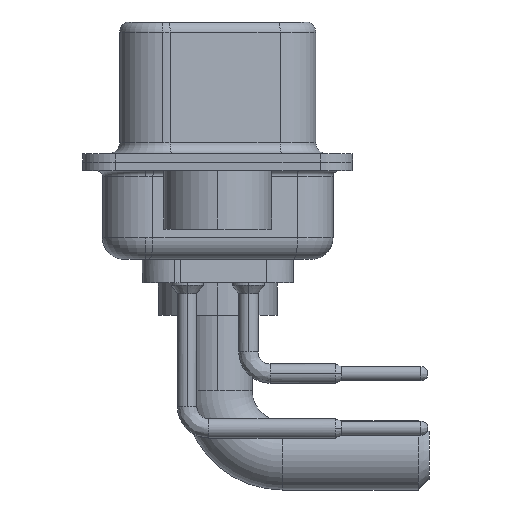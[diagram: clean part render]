
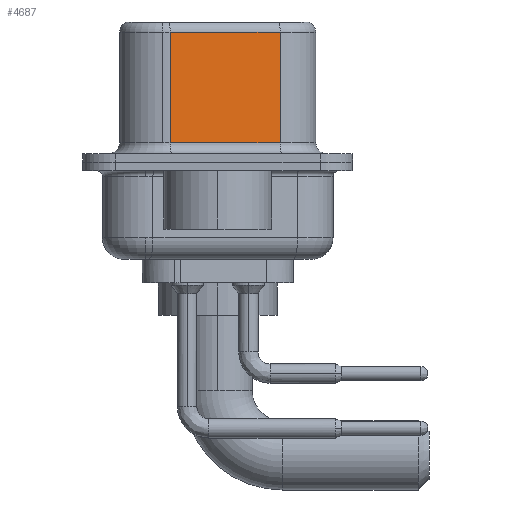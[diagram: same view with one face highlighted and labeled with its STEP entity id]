
A CAD part, left-side view. The second image highlights one B-rep face of the part: STEP entity #4687.
In plain terms, the highlighted planar face has unit normal (-0.985, -0.174, 0).
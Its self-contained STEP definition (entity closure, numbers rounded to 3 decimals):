
#511 = CARTESIAN_POINT ( 'NONE',  ( 4.555, -2.897, 6.02 ) ) ;
#1336 = CARTESIAN_POINT ( 'NONE',  ( 3.655, 2.203, 0.9 ) ) ;
#1531 = CARTESIAN_POINT ( 'NONE',  ( 4.555, -2.897, 0.9 ) ) ;
#2272 = DIRECTION ( 'NONE',  ( -0.174, 0.985, 0. ) ) ;
#2738 = FACE_OUTER_BOUND ( 'NONE', #21830, .T. ) ;
#3072 = LINE ( 'NONE', #18481, #11250 ) ;
#4311 = DIRECTION ( 'NONE',  ( 0.985, 0.174, 0. ) ) ;
#4687 = ADVANCED_FACE ( 'NONE', ( #2738 ), #14502, .F. ) ;
#4882 = ORIENTED_EDGE ( 'NONE', *, *, #18693, .T. ) ;
#7558 = DIRECTION ( 'NONE',  ( 0., 0., -1. ) ) ;
#8046 = EDGE_CURVE ( 'NONE', #17150, #13281, #10265, .T. ) ;
#8227 = DIRECTION ( 'NONE',  ( 0.174, -0.985, 0. ) ) ;
#8286 = DIRECTION ( 'NONE',  ( 0., 0., -1. ) ) ;
#10265 = LINE ( 'NONE', #18992, #19436 ) ;
#11040 = VECTOR ( 'NONE', #7558, 1000. ) ;
#11250 = VECTOR ( 'NONE', #8286, 1000. ) ;
#11678 = CARTESIAN_POINT ( 'NONE',  ( 4.555, -2.897, 0.9 ) ) ;
#11911 = EDGE_CURVE ( 'NONE', #17150, #11931, #3072, .T. ) ;
#11931 = VERTEX_POINT ( 'NONE', #11678 ) ;
#12881 = ORIENTED_EDGE ( 'NONE', *, *, #11911, .F. ) ;
#13112 = CARTESIAN_POINT ( 'NONE',  ( 3.655, 2.203, 6.52 ) ) ;
#13281 = VERTEX_POINT ( 'NONE', #20615 ) ;
#14502 = PLANE ( 'NONE',  #15025 ) ;
#15025 = AXIS2_PLACEMENT_3D ( 'NONE', #21764, #4311, #2272 ) ;
#16270 = LINE ( 'NONE', #13112, #11040 ) ;
#16447 = ORIENTED_EDGE ( 'NONE', *, *, #8046, .T. ) ;
#17150 = VERTEX_POINT ( 'NONE', #511 ) ;
#17182 = DIRECTION ( 'NONE',  ( -0.174, 0.985, 0. ) ) ;
#18481 = CARTESIAN_POINT ( 'NONE',  ( 4.555, -2.897, 6.52 ) ) ;
#18693 = EDGE_CURVE ( 'NONE', #19636, #11931, #18752, .T. ) ;
#18752 = LINE ( 'NONE', #1531, #20403 ) ;
#18992 = CARTESIAN_POINT ( 'NONE',  ( 4.555, -2.897, 6.02 ) ) ;
#19436 = VECTOR ( 'NONE', #17182, 1000. ) ;
#19636 = VERTEX_POINT ( 'NONE', #1336 ) ;
#19881 = ORIENTED_EDGE ( 'NONE', *, *, #19886, .T. ) ;
#19886 = EDGE_CURVE ( 'NONE', #13281, #19636, #16270, .T. ) ;
#20403 = VECTOR ( 'NONE', #8227, 1000. ) ;
#20615 = CARTESIAN_POINT ( 'NONE',  ( 3.655, 2.203, 6.02 ) ) ;
#21764 = CARTESIAN_POINT ( 'NONE',  ( 4.555, -2.897, 6.52 ) ) ;
#21830 = EDGE_LOOP ( 'NONE', ( #12881, #16447, #19881, #4882 ) ) ;
